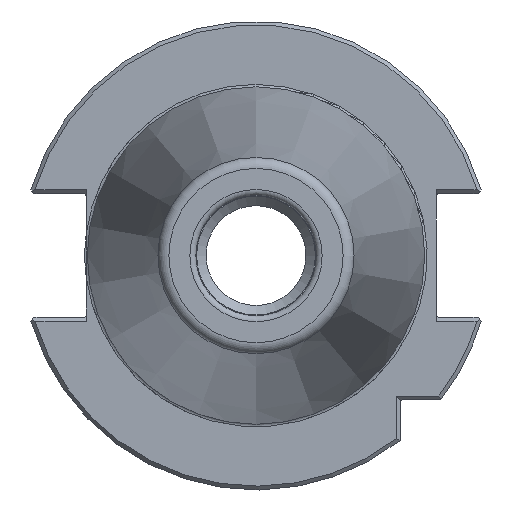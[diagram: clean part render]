
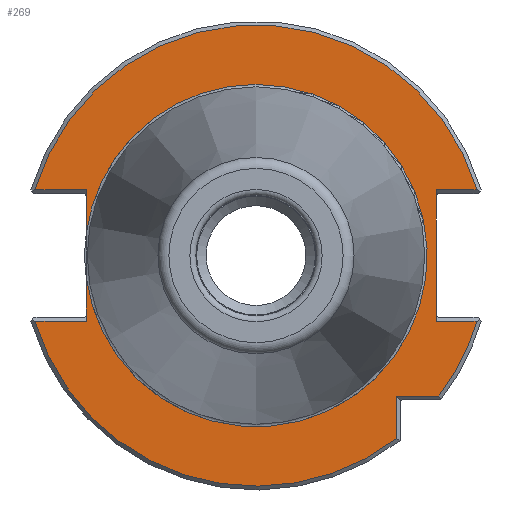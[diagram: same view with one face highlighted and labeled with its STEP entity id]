
A CAD part, left-side view. The second image highlights one B-rep face of the part: STEP entity #269.
In plain terms, the highlighted planar face has unit normal (-1, 0, 0).
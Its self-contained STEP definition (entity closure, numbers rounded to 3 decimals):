
#269 = ADVANCED_FACE( '', ( #634 ), #635, .T. );
#634 = FACE_OUTER_BOUND( '', #1122, .T. );
#635 = PLANE( '', #1123 );
#1122 = EDGE_LOOP( '', ( #1852, #1853, #1854, #1855, #1856, #1857, #1858, #1859, #1860, #1861, #1862, #1863, #1864 ) );
#1123 = AXIS2_PLACEMENT_3D( '', #1865, #1866, #1867 );
#1852 = ORIENTED_EDGE( '', *, *, #2717, .T. );
#1853 = ORIENTED_EDGE( '', *, *, #2860, .T. );
#1854 = ORIENTED_EDGE( '', *, *, #2861, .F. );
#1855 = ORIENTED_EDGE( '', *, *, #2862, .T. );
#1856 = ORIENTED_EDGE( '', *, *, #2863, .T. );
#1857 = ORIENTED_EDGE( '', *, *, #2711, .T. );
#1858 = ORIENTED_EDGE( '', *, *, #2864, .F. );
#1859 = ORIENTED_EDGE( '', *, *, #2865, .F. );
#1860 = ORIENTED_EDGE( '', *, *, #2866, .F. );
#1861 = ORIENTED_EDGE( '', *, *, #2742, .T. );
#1862 = ORIENTED_EDGE( '', *, *, #2835, .T. );
#1863 = ORIENTED_EDGE( '', *, *, #2807, .T. );
#1864 = ORIENTED_EDGE( '', *, *, #2797, .T. );
#1865 = CARTESIAN_POINT( '', ( 3.2, 0., 35.591 ) );
#1866 = DIRECTION( '', ( -1., 0., 0. ) );
#1867 = DIRECTION( '', ( 0., 0., 1. ) );
#2711 = EDGE_CURVE( '', #3222, #3225, #3227, .T. );
#2717 = EDGE_CURVE( '', #3229, #3236, #3238, .T. );
#2742 = EDGE_CURVE( '', #3282, #3279, #3283, .T. );
#2797 = EDGE_CURVE( '', #3365, #3229, #3366, .T. );
#2807 = EDGE_CURVE( '', #3377, #3365, #3382, .T. );
#2835 = EDGE_CURVE( '', #3279, #3377, #3431, .T. );
#2860 = EDGE_CURVE( '', #3236, #3465, #3466, .T. );
#2861 = EDGE_CURVE( '', #3467, #3465, #3468, .T. );
#2862 = EDGE_CURVE( '', #3467, #3469, #3470, .T. );
#2863 = EDGE_CURVE( '', #3469, #3222, #3471, .T. );
#2864 = EDGE_CURVE( '', #3472, #3225, #3473, .T. );
#2865 = EDGE_CURVE( '', #3474, #3472, #3475, .T. );
#2866 = EDGE_CURVE( '', #3282, #3474, #3476, .T. );
#3222 = VERTEX_POINT( '', #3990 );
#3225 = VERTEX_POINT( '', #3997 );
#3227 = LINE( '', #4000, #4001 );
#3229 = VERTEX_POINT( '', #4003 );
#3236 = VERTEX_POINT( '', #4016 );
#3238 = CIRCLE( '', #4021, 47.95 );
#3279 = VERTEX_POINT( '', #4101 );
#3282 = VERTEX_POINT( '', #4107 );
#3283 = LINE( '', #4108, #4109 );
#3365 = VERTEX_POINT( '', #4219 );
#3366 = LINE( '', #4220, #4221 );
#3377 = VERTEX_POINT( '', #4234 );
#3382 = LINE( '', #4243, #4244 );
#3431 = CIRCLE( '', #4308, 47.95 );
#3465 = VERTEX_POINT( '', #4435 );
#3466 = LINE( '', #4436, #4437 );
#3467 = VERTEX_POINT( '', #4438 );
#3468 = LINE( '', #4439, #4440 );
#3469 = VERTEX_POINT( '', #4441 );
#3470 = LINE( '', #4442, #4443 );
#3471 = CIRCLE( '', #4444, 47.95 );
#3472 = VERTEX_POINT( '', #4445 );
#3473 = LINE( '', #4446, #4447 );
#3474 = VERTEX_POINT( '', #4448 );
#3475 = CIRCLE( '', #4449, 35.591 );
#3476 = LINE( '', #4450, #4451 );
#3990 = CARTESIAN_POINT( '', ( 3.2, 45.966, 13.65 ) );
#3997 = CARTESIAN_POINT( '', ( 3.2, 35.3, 13.65 ) );
#4000 = CARTESIAN_POINT( '', ( 3.2, 35.3, 13.65 ) );
#4001 = VECTOR( '', #5208, 1000. );
#4003 = CARTESIAN_POINT( '', ( 3.2, -38.034, -29.2 ) );
#4016 = CARTESIAN_POINT( '', ( 3.2, -45.966, -13.65 ) );
#4021 = AXIS2_PLACEMENT_3D( '', #5212, #5213, #5214 );
#4101 = CARTESIAN_POINT( '', ( 3.2, 45.966, -13.65 ) );
#4107 = CARTESIAN_POINT( '', ( 3.2, 35.3, -13.65 ) );
#4108 = CARTESIAN_POINT( '', ( 3.2, 47.181, -13.65 ) );
#4109 = VECTOR( '', #5229, 1000. );
#4219 = CARTESIAN_POINT( '', ( 3.2, -29.2, -29.2 ) );
#4220 = CARTESIAN_POINT( '', ( 3.2, -38.616, -29.2 ) );
#4221 = VECTOR( '', #5308, 1000. );
#4234 = CARTESIAN_POINT( '', ( 3.2, -29.2, -38.034 ) );
#4243 = CARTESIAN_POINT( '', ( 3.2, -29.2, -30. ) );
#4244 = VECTOR( '', #5321, 1000. );
#4308 = AXIS2_PLACEMENT_3D( '', #5358, #5359, #5360 );
#4435 = CARTESIAN_POINT( '', ( 3.2, -37.5, -13.65 ) );
#4436 = CARTESIAN_POINT( '', ( 3.2, -37.5, -13.65 ) );
#4437 = VECTOR( '', #5385, 1000. );
#4438 = CARTESIAN_POINT( '', ( 3.2, -37.5, 13.65 ) );
#4439 = CARTESIAN_POINT( '', ( 3.2, -37.5, 12.85 ) );
#4440 = VECTOR( '', #5386, 1000. );
#4441 = CARTESIAN_POINT( '', ( 3.2, -45.966, 13.65 ) );
#4442 = CARTESIAN_POINT( '', ( 3.2, -47.181, 13.65 ) );
#4443 = VECTOR( '', #5387, 1000. );
#4444 = AXIS2_PLACEMENT_3D( '', #5388, #5389, #5390 );
#4445 = CARTESIAN_POINT( '', ( 3.2, 35.3, 4.543 ) );
#4446 = CARTESIAN_POINT( '', ( 3.2, 35.3, -12.85 ) );
#4447 = VECTOR( '', #5391, 1000. );
#4448 = CARTESIAN_POINT( '', ( 3.2, 35.3, -4.543 ) );
#4449 = AXIS2_PLACEMENT_3D( '', #5392, #5393, #5394 );
#4450 = CARTESIAN_POINT( '', ( 3.2, 35.3, -12.85 ) );
#4451 = VECTOR( '', #5395, 1000. );
#5208 = DIRECTION( '', ( 0., -1., 0. ) );
#5212 = CARTESIAN_POINT( '', ( 3.2, 0., 0. ) );
#5213 = DIRECTION( '', ( -1., 0., 0. ) );
#5214 = DIRECTION( '', ( 0., 0., 1. ) );
#5229 = DIRECTION( '', ( 0., 1., 0. ) );
#5308 = DIRECTION( '', ( 0., -1., 0. ) );
#5321 = DIRECTION( '', ( 0., 0., 1. ) );
#5358 = CARTESIAN_POINT( '', ( 3.2, 0., 0. ) );
#5359 = DIRECTION( '', ( -1., 0., 0. ) );
#5360 = DIRECTION( '', ( 0., 0., 1. ) );
#5385 = DIRECTION( '', ( 0., 1., 0. ) );
#5386 = DIRECTION( '', ( 0., 0., -1. ) );
#5387 = DIRECTION( '', ( 0., -1., 0. ) );
#5388 = CARTESIAN_POINT( '', ( 3.2, 0., 0. ) );
#5389 = DIRECTION( '', ( -1., 0., 0. ) );
#5390 = DIRECTION( '', ( 0., 0., 1. ) );
#5391 = DIRECTION( '', ( 0., 0., 1. ) );
#5392 = CARTESIAN_POINT( '', ( 3.2, 0., 0. ) );
#5393 = DIRECTION( '', ( -1., 0., 0. ) );
#5394 = DIRECTION( '', ( 0., 0., 1. ) );
#5395 = DIRECTION( '', ( 0., 0., 1. ) );
